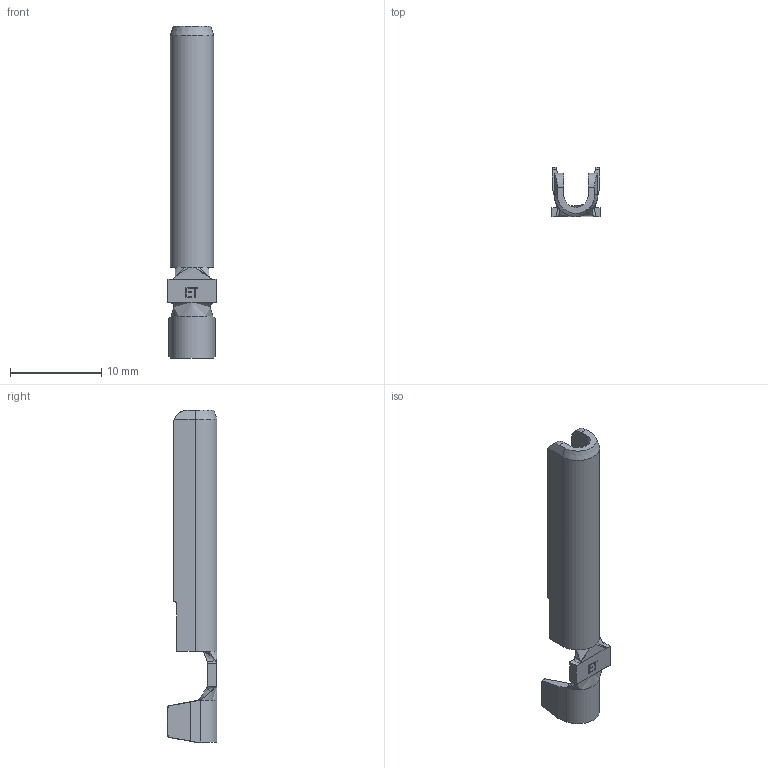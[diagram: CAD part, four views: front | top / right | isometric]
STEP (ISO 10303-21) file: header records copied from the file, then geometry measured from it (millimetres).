
FILE_DESCRIPTION (( 'STEP AP203' ), '1' );
FILE_NAME ('14266.STEP', '2015-02-23T19:49:35', ( '' ), ( '' ), 'SwSTEP 2.0', 'SolidWorks 2014', '' );
FILE_SCHEMA (( 'CONFIG_CONTROL_DESIGN' ));
Length unit declared in the file: inch
Products named in the file (1): 14266
Bounding box: 5.26 x 5.46 x 36.32 mm (x, y, z)
Volume: 345.1 mm3; surface area: 805 mm2
Topology: 1 solids, 1 shells, 133 faces, 341 edges, 212 vertices
Faces by surface type: plane 90, cylinder 20, bspline 14, cone 9
Entity records: 4253 total; most frequent: CARTESIAN_POINT 1067, ORIENTED_EDGE 682, DIRECTION 584, EDGE_CURVE 341, LINE 262, VECTOR 262, VERTEX_POINT 212, AXIS2_PLACEMENT_3D 161
